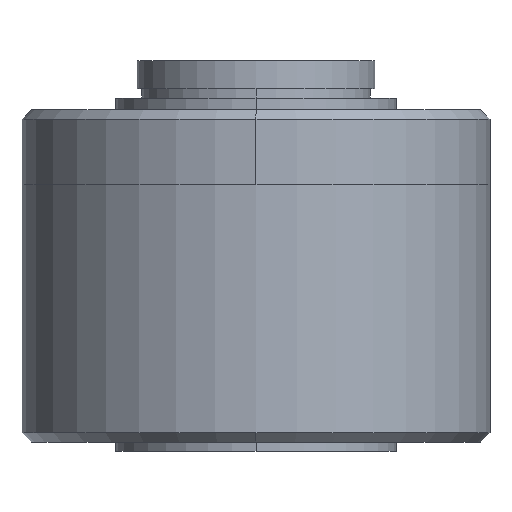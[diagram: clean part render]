
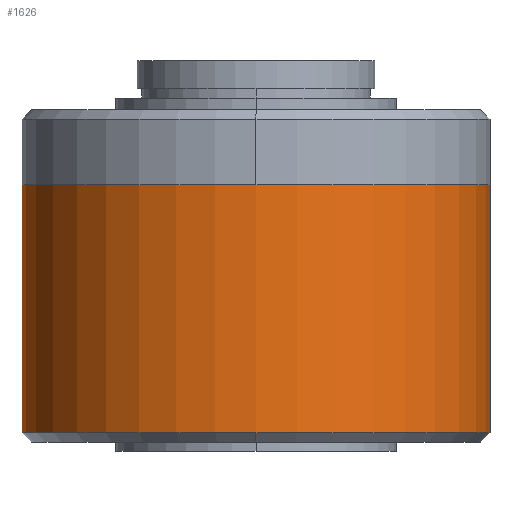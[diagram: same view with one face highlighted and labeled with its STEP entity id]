
A CAD part, left-side view. The second image highlights one B-rep face of the part: STEP entity #1626.
In plain terms, the highlighted cylindrical face has radius 25 mm (diameter 50 mm), a partial arc.
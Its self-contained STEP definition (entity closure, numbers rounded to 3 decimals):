
#365 = ORIENTED_EDGE ( 'NONE', *, *, #2769, .T. ) ;
#932 = CARTESIAN_POINT ( 'NONE',  ( 0., 0., 28.5 ) ) ;
#1209 = CYLINDRICAL_SURFACE ( 'NONE', #10084, 25. ) ;
#1593 = EDGE_CURVE ( 'NONE', #1923, #17912, #13762, .T. ) ;
#1626 = ADVANCED_FACE ( 'NONE', ( #10402 ), #1209, .T. ) ;
#1859 = CARTESIAN_POINT ( 'NONE',  ( 0., 25., 28.5 ) ) ;
#1923 = VERTEX_POINT ( 'NONE', #25925 ) ;
#2476 = AXIS2_PLACEMENT_3D ( 'NONE', #22052, #2952, #4937 ) ;
#2657 = VECTOR ( 'NONE', #27804, 1000. ) ;
#2769 = EDGE_CURVE ( 'NONE', #11639, #17912, #13729, .T. ) ;
#2952 = DIRECTION ( 'NONE',  ( 0., 0., 1. ) ) ;
#4247 = EDGE_LOOP ( 'NONE', ( #21299, #7146, #17524, #19212, #365 ) ) ;
#4937 = DIRECTION ( 'NONE',  ( 1., 0., 0. ) ) ;
#5297 = CARTESIAN_POINT ( 'NONE',  ( 0., 0., 2. ) ) ;
#5738 = CARTESIAN_POINT ( 'NONE',  ( 0., -25., 2. ) ) ;
#7146 = ORIENTED_EDGE ( 'NONE', *, *, #24117, .F. ) ;
#7548 = VERTEX_POINT ( 'NONE', #1859 ) ;
#9069 = EDGE_CURVE ( 'NONE', #12236, #11639, #10476, .T. ) ;
#10084 = AXIS2_PLACEMENT_3D ( 'NONE', #25933, #12939, #10652 ) ;
#10287 = EDGE_CURVE ( 'NONE', #7548, #12236, #17556, .T. ) ;
#10402 = FACE_OUTER_BOUND ( 'NONE', #4247, .T. ) ;
#10476 = CIRCLE ( 'NONE', #16067, 25. ) ;
#10652 = DIRECTION ( 'NONE',  ( 0., 1., 0. ) ) ;
#11602 = CARTESIAN_POINT ( 'NONE',  ( 0., 25., 2. ) ) ;
#11639 = VERTEX_POINT ( 'NONE', #15657 ) ;
#11957 = CIRCLE ( 'NONE', #21423, 25. ) ;
#12236 = VERTEX_POINT ( 'NONE', #11602 ) ;
#12939 = DIRECTION ( 'NONE',  ( 0., 0., -1. ) ) ;
#13729 = CIRCLE ( 'NONE', #2476, 25. ) ;
#13762 = LINE ( 'NONE', #21015, #20545 ) ;
#15657 = CARTESIAN_POINT ( 'NONE',  ( -25., 0., 2. ) ) ;
#16067 = AXIS2_PLACEMENT_3D ( 'NONE', #5297, #24668, #24394 ) ;
#17524 = ORIENTED_EDGE ( 'NONE', *, *, #10287, .T. ) ;
#17556 = LINE ( 'NONE', #21147, #2657 ) ;
#17912 = VERTEX_POINT ( 'NONE', #5738 ) ;
#19212 = ORIENTED_EDGE ( 'NONE', *, *, #9069, .T. ) ;
#20275 = DIRECTION ( 'NONE',  ( 0., 0., 1. ) ) ;
#20545 = VECTOR ( 'NONE', #23532, 1000. ) ;
#21015 = CARTESIAN_POINT ( 'NONE',  ( 0., -25., 28.5 ) ) ;
#21147 = CARTESIAN_POINT ( 'NONE',  ( 0., 25., 28.5 ) ) ;
#21299 = ORIENTED_EDGE ( 'NONE', *, *, #1593, .F. ) ;
#21423 = AXIS2_PLACEMENT_3D ( 'NONE', #932, #20275, #26544 ) ;
#22052 = CARTESIAN_POINT ( 'NONE',  ( 0., 0., 2. ) ) ;
#23532 = DIRECTION ( 'NONE',  ( 0., 0., -1. ) ) ;
#24117 = EDGE_CURVE ( 'NONE', #7548, #1923, #11957, .T. ) ;
#24394 = DIRECTION ( 'NONE',  ( 1., 0., 0. ) ) ;
#24668 = DIRECTION ( 'NONE',  ( 0., 0., 1. ) ) ;
#25925 = CARTESIAN_POINT ( 'NONE',  ( 0., -25., 28.5 ) ) ;
#25933 = CARTESIAN_POINT ( 'NONE',  ( 0., 0., 28.5 ) ) ;
#26544 = DIRECTION ( 'NONE',  ( 0., 1., 0. ) ) ;
#27804 = DIRECTION ( 'NONE',  ( 0., 0., -1. ) ) ;
